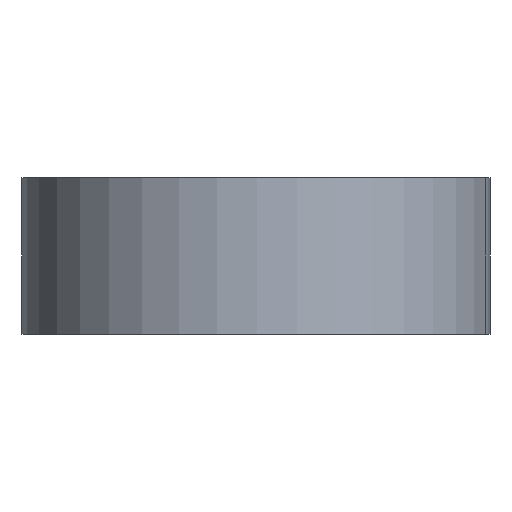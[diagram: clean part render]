
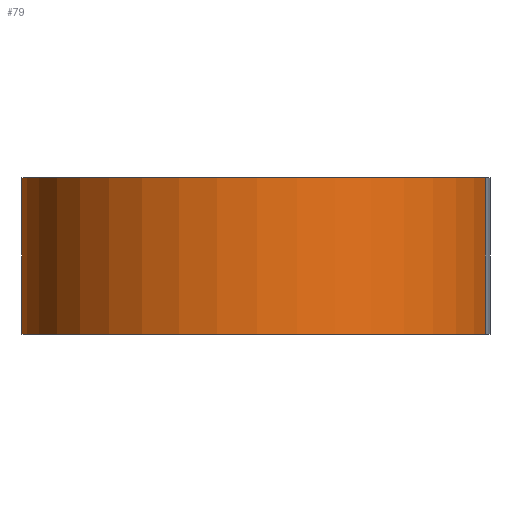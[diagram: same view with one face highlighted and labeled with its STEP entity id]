
A CAD part, left-side view. The second image highlights one B-rep face of the part: STEP entity #79.
In plain terms, the highlighted cylindrical face has radius 15 mm (diameter 30 mm), a partial arc.
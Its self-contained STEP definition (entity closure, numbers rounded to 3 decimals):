
#79 = ADVANCED_FACE( '', ( #98 ), #99, .T. );
#98 = FACE_OUTER_BOUND( '', #127, .T. );
#99 = CYLINDRICAL_SURFACE( '', #128, 15. );
#127 = EDGE_LOOP( '', ( #182, #183, #184, #185 ) );
#128 = AXIS2_PLACEMENT_3D( '', #186, #187, #188 );
#182 = ORIENTED_EDGE( '', *, *, #268, .T. );
#183 = ORIENTED_EDGE( '', *, *, #269, .T. );
#184 = ORIENTED_EDGE( '', *, *, #270, .F. );
#185 = ORIENTED_EDGE( '', *, *, #260, .F. );
#186 = CARTESIAN_POINT( '', ( -23., 0., 10. ) );
#187 = DIRECTION( '', ( 0., 0., 1. ) );
#188 = DIRECTION( '', ( 1., 0., 0. ) );
#260 = EDGE_CURVE( '', #300, #298, #302, .T. );
#268 = EDGE_CURVE( '', #300, #314, #316, .T. );
#269 = EDGE_CURVE( '', #314, #317, #318, .T. );
#270 = EDGE_CURVE( '', #298, #317, #319, .T. );
#298 = VERTEX_POINT( '', #356 );
#300 = VERTEX_POINT( '', #359 );
#302 = LINE( '', #362, #363 );
#314 = VERTEX_POINT( '', #378 );
#316 = CIRCLE( '', #380, 15. );
#317 = VERTEX_POINT( '', #381 );
#318 = LINE( '', #382, #383 );
#319 = CIRCLE( '', #384, 15. );
#356 = CARTESIAN_POINT( '', ( -26., -14.697, 0. ) );
#359 = CARTESIAN_POINT( '', ( -26., -14.697, 10. ) );
#362 = CARTESIAN_POINT( '', ( -26., -14.697, 10. ) );
#363 = VECTOR( '', #426, 1000. );
#378 = CARTESIAN_POINT( '', ( -9.407, -6.343, 10. ) );
#380 = AXIS2_PLACEMENT_3D( '', #442, #443, #444 );
#381 = CARTESIAN_POINT( '', ( -9.407, -6.343, 0. ) );
#382 = CARTESIAN_POINT( '', ( -9.407, -6.343, 10. ) );
#383 = VECTOR( '', #445, 1000. );
#384 = AXIS2_PLACEMENT_3D( '', #446, #447, #448 );
#426 = DIRECTION( '', ( 0., 0., -1. ) );
#442 = CARTESIAN_POINT( '', ( -23., 0., 10. ) );
#443 = DIRECTION( '', ( 0., 0., -1. ) );
#444 = DIRECTION( '', ( 1., 0., 0. ) );
#445 = DIRECTION( '', ( 0., 0., -1. ) );
#446 = CARTESIAN_POINT( '', ( -23., 0., 0. ) );
#447 = DIRECTION( '', ( 0., 0., -1. ) );
#448 = DIRECTION( '', ( 1., 0., 0. ) );
